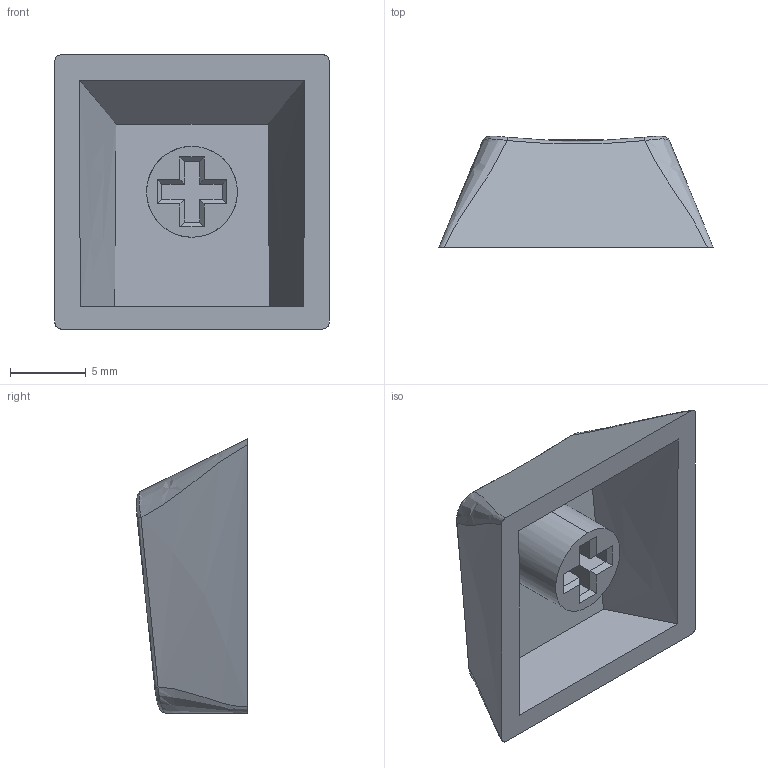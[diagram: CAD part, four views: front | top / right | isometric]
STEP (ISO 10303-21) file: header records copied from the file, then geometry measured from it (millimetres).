
FILE_DESCRIPTION (( 'STEP AP203' ), '1' );
FILE_NAME ('r3_100_bar.STEP', '2018-04-18T20:22:00', ( '' ), ( '' ), 'SwSTEP 2.0', 'SolidWorks 2017', '' );
FILE_SCHEMA (( 'CONFIG_CONTROL_DESIGN' ));
Length unit declared in the file: millimetre
Products named in the file (1): r3_100_bar
Bounding box: 18.1 x 7.34 x 18.1 mm (x, y, z)
Volume: 810 mm3; surface area: 1289.1 mm2
Topology: 1 solids, 1 shells, 64 faces, 148 edges, 90 vertices
Faces by surface type: plane 35, bspline 17, cylinder 8, torus 4
Entity records: 3035 total; most frequent: CARTESIAN_POINT 1670, ORIENTED_EDGE 296, DIRECTION 208, EDGE_CURVE 148, VERTEX_POINT 90, LINE 80, VECTOR 80, EDGE_LOOP 68
